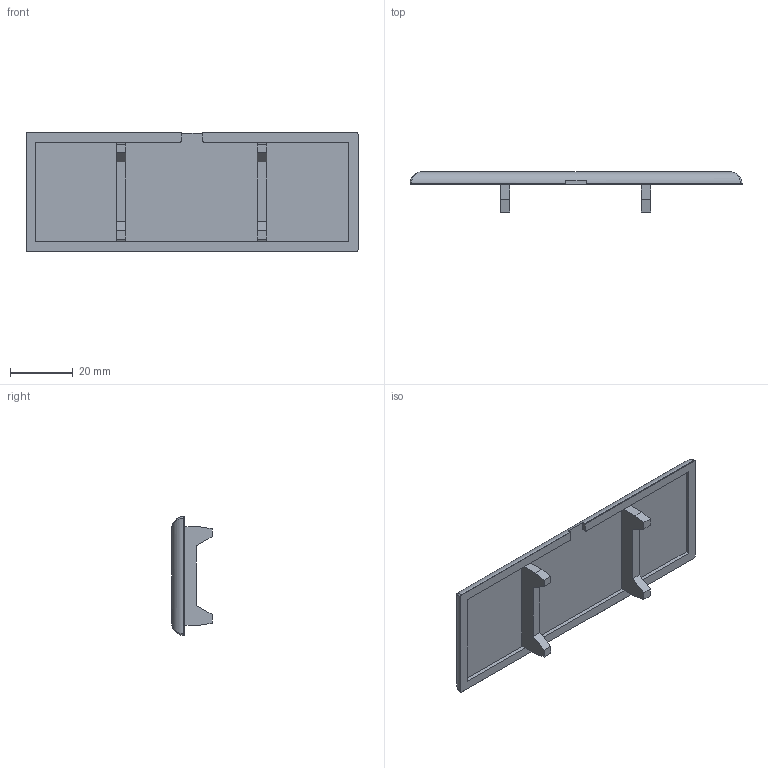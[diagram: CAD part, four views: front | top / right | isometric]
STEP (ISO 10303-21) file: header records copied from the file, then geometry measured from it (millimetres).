
FILE_DESCRIPTION(/* description */ (''),/* implementation_level */ '2;1');
FILE_NAME(/* name */ '303876Z.stp',/* time_stamp */ '2014-03-13T20:12:55+01:00',/* author */ ('jank'),/* organization */ ('Alutec K&K'),/* preprocessor_version */ 'ST-DEVELOPER v15.2',/* originating_system */ 'Autodesk Inventor 2014',/* authorisation */ '');
FILE_SCHEMA (('AUTOMOTIVE_DESIGN { 1 0 10303 214 3 1 1 }'));
Length unit declared in the file: millimetre
Products named in the file (1): 303876Z
Bounding box: 105.6 x 12.8 x 37.8 mm (x, y, z)
Volume: 12485 mm3; surface area: 9911.5 mm2
Topology: 1 solids, 1 shells, 51 faces, 135 edges, 84 vertices
Faces by surface type: plane 37, cylinder 10, bspline 4
Entity records: 1656 total; most frequent: CARTESIAN_POINT 378, ORIENTED_EDGE 262, DIRECTION 251, EDGE_CURVE 131, LINE 107, VECTOR 107, VERTEX_POINT 84, AXIS2_PLACEMENT_3D 72
